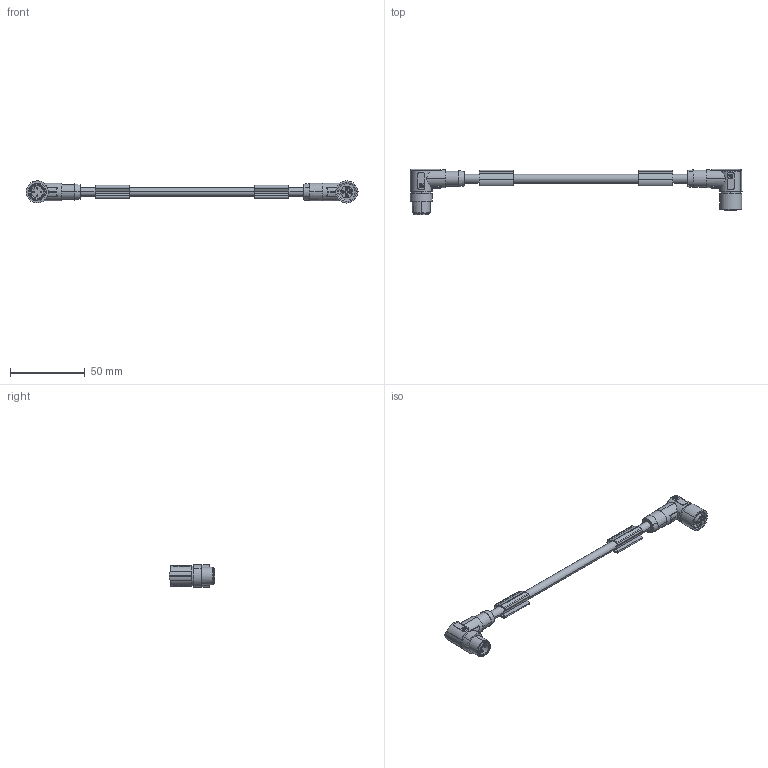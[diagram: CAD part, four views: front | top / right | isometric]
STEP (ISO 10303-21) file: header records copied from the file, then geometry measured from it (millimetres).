
FILE_DESCRIPTION(('SolidDesigner STEP Export'),'2;1');
FILE_NAME('1668768.stp','2011-12-08T 9:45:16',(''),(''),'CoCreate Modeling STEP processor for AP214 (Solid Model)','CoCreate Modeling 16.00A 16-Aug-2008 (C) Parametric Technology GmbH','');
FILE_SCHEMA(('AUTOMOTIVE_DESIGN { 1 0 10303 214 1 1 1 1 }'));
Length unit declared in the file: millimetre
Products named in the file (2): 1668768
Assembly tree (1 placements, depth 2):
  1668768
    1668768
Bounding box: 222.5 x 30.8 x 14.78 mm (x, y, z)
Volume: 17430.8 mm3; surface area: 11552 mm2
Topology: 1 solids, 1 shells, 474 faces, 1280 edges, 848 vertices
Faces by surface type: cylinder 261, plane 173, cone 25, bspline 15
Entity records: 22147 total; most frequent: CARTESIAN_POINT 7149, ORIENTED_EDGE 2560, DIRECTION 2100, EDGE_CURVE 1280, VERTEX_POINT 848, AXIS2_PLACEMENT_3D 744, VECTOR 612, LINE 612
